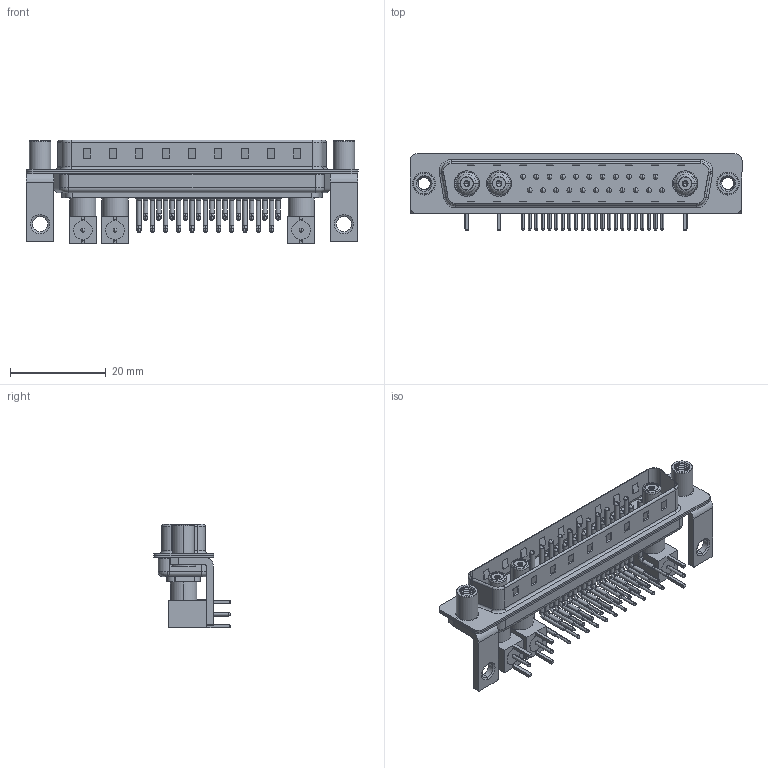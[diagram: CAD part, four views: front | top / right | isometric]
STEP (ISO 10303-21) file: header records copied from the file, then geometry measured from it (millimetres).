
FILE_DESCRIPTION (( 'STEP AP203' ), '1' );
FILE_NAME ('629-25W3640-5N6.STEP', '2022-05-16T08:50:06', ( '' ), ( '' ), 'SwSTEP 2.0', 'SolidWorks 2020', '' );
FILE_SCHEMA (( 'CONFIG_CONTROL_DESIGN' ));
Length unit declared in the file: millimetre
Products named in the file (18): Locking Collar; 629-25W3640-5N6; 629Combo Contact Row 1; Co-Ax Jack_RA PC Tail; Co-Ax Jack Assy_RA; 629Combo Stabilizer Bracket; 629Combo Shell Front_37 Contacts; 629Combo Shell Rear_37 Contacts; RA Back Shell; 629Combo Contact Row 2; Socket_RA; Insulator Socket; Insulator RA Pin; 629Combo Housing_25W3; Insulator Socket 2; 629Combo Threaded Standoff_D
Assembly tree (53 placements, depth 3):
  629-25W3640-5N6
    629Combo Housing_25W3
    629Combo Shell Rear_37 Contacts
    629Combo Shell Front_37 Contacts
    629Combo Stabilizer Bracket  x2
    629Combo Threaded Standoff_D  x2
    Co-Ax Jack Assy_RA
      Co-Ax Jack_RA PC Tail
      Insulator Socket
      Insulator Socket 2
      Locking Collar
      Socket_RA
      RA Back Shell
      Insulator RA Pin
    Co-Ax Jack Assy_RA
      Co-Ax Jack_RA PC Tail
      Insulator Socket
      Insulator Socket 2
      Locking Collar
      Socket_RA
      RA Back Shell
      Insulator RA Pin
    Co-Ax Jack Assy_RA
      Co-Ax Jack_RA PC Tail
      Insulator Socket
      Insulator Socket 2
      Locking Collar
      Socket_RA
      RA Back Shell
      Insulator RA Pin
    629Combo Contact Row 1  x11
    629Combo Contact Row 2  x11
Bounding box: 69.4 x 16 x 21.71 mm (x, y, z)
Volume: 5186 mm3; surface area: 13670.9 mm2
Topology: 50 solids, 50 shells, 3386 faces, 9204 edges, 5949 vertices
Faces by surface type: plane 1804, cylinder 1206, cone 161, bspline 141, torus 68, sphere 6
Entity records: 34888 total; most frequent: CARTESIAN_POINT 7813, DIRECTION 5278, ORIENTED_EDGE 4884, EDGE_CURVE 2442, AXIS2_PLACEMENT_3D 1931, VERTEX_POINT 1576, VECTOR 1416, LINE 1416
